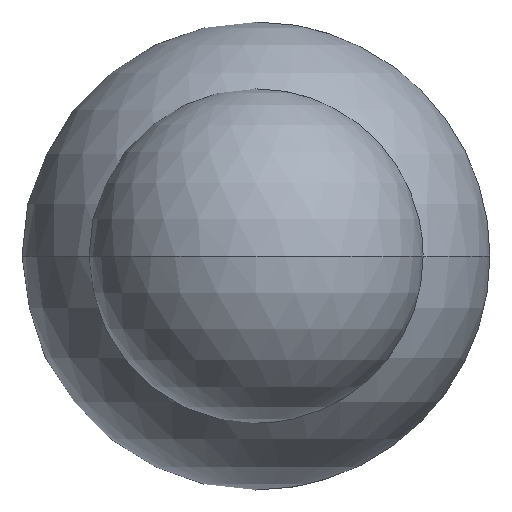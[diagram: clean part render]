
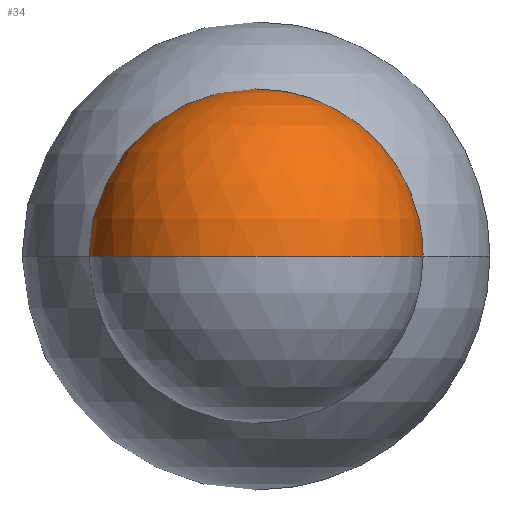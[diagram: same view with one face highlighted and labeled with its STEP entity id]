
A CAD part, left-side view. The second image highlights one B-rep face of the part: STEP entity #34.
In plain terms, the highlighted spherical face has radius 5 mm.
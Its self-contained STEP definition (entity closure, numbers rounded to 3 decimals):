
#1 = DIRECTION ( 'NONE',  ( 1., 0., 0. ) ) ;
#6 = EDGE_CURVE ( 'NONE', #37, #351, #234, .T. ) ;
#7 = CARTESIAN_POINT ( 'NONE',  ( -53.471, -2.118, 0. ) ) ;
#18 = DIRECTION ( 'NONE',  ( 0., 0., 1. ) ) ;
#27 = DIRECTION ( 'NONE',  ( 0., 0., -1. ) ) ;
#34 = ADVANCED_FACE ( 'NONE', ( #313 ), #95, .T. ) ;
#36 = CARTESIAN_POINT ( 'NONE',  ( -53.471, 0., 0. ) ) ;
#37 = VERTEX_POINT ( 'NONE', #90 ) ;
#44 = VERTEX_POINT ( 'NONE', #7 ) ;
#62 = DIRECTION ( 'NONE',  ( 0., 0., -1. ) ) ;
#66 = CARTESIAN_POINT ( 'NONE',  ( -58., 0., 0. ) ) ;
#72 = ORIENTED_EDGE ( 'NONE', *, *, #291, .F. ) ;
#90 = CARTESIAN_POINT ( 'NONE',  ( -53.471, 2.118, 0. ) ) ;
#95 = SPHERICAL_SURFACE ( 'NONE', #205, 5. ) ;
#114 = CARTESIAN_POINT ( 'NONE',  ( -53.471, 0., 2.118 ) ) ;
#116 = DIRECTION ( 'NONE',  ( 0., -1., 0. ) ) ;
#125 = DIRECTION ( 'NONE',  ( 1., 0., 0. ) ) ;
#133 = CARTESIAN_POINT ( 'NONE',  ( -53.471, 0., 0. ) ) ;
#141 = AXIS2_PLACEMENT_3D ( 'NONE', #133, #1, #27 ) ;
#147 = EDGE_CURVE ( 'NONE', #237, #44, #283, .T. ) ;
#161 = CARTESIAN_POINT ( 'NONE',  ( -58., 0., 0. ) ) ;
#167 = DIRECTION ( 'NONE',  ( 0., 1., 0. ) ) ;
#199 = DIRECTION ( 'NONE',  ( 0., 0., -1. ) ) ;
#200 = CARTESIAN_POINT ( 'NONE',  ( -63., 0., 0. ) ) ;
#204 = ORIENTED_EDGE ( 'NONE', *, *, #6, .F. ) ;
#205 = AXIS2_PLACEMENT_3D ( 'NONE', #66, #62, #116 ) ;
#207 = DIRECTION ( 'NONE',  ( 0., 0., -1. ) ) ;
#228 = EDGE_CURVE ( 'NONE', #351, #44, #238, .T. ) ;
#230 = AXIS2_PLACEMENT_3D ( 'NONE', #161, #18, #125 ) ;
#234 = CIRCLE ( 'NONE', #328, 2.118 ) ;
#236 = EDGE_LOOP ( 'NONE', ( #72, #299, #289, #204 ) ) ;
#237 = VERTEX_POINT ( 'NONE', #200 ) ;
#238 = CIRCLE ( 'NONE', #141, 2.118 ) ;
#275 = CIRCLE ( 'NONE', #284, 5. ) ;
#278 = CARTESIAN_POINT ( 'NONE',  ( -58., 0., 0. ) ) ;
#283 = CIRCLE ( 'NONE', #230, 5. ) ;
#284 = AXIS2_PLACEMENT_3D ( 'NONE', #278, #199, #167 ) ;
#289 = ORIENTED_EDGE ( 'NONE', *, *, #228, .F. ) ;
#291 = EDGE_CURVE ( 'NONE', #237, #37, #275, .T. ) ;
#299 = ORIENTED_EDGE ( 'NONE', *, *, #147, .T. ) ;
#313 = FACE_OUTER_BOUND ( 'NONE', #236, .T. ) ;
#328 = AXIS2_PLACEMENT_3D ( 'NONE', #36, #349, #207 ) ;
#349 = DIRECTION ( 'NONE',  ( 1., 0., 0. ) ) ;
#351 = VERTEX_POINT ( 'NONE', #114 ) ;
